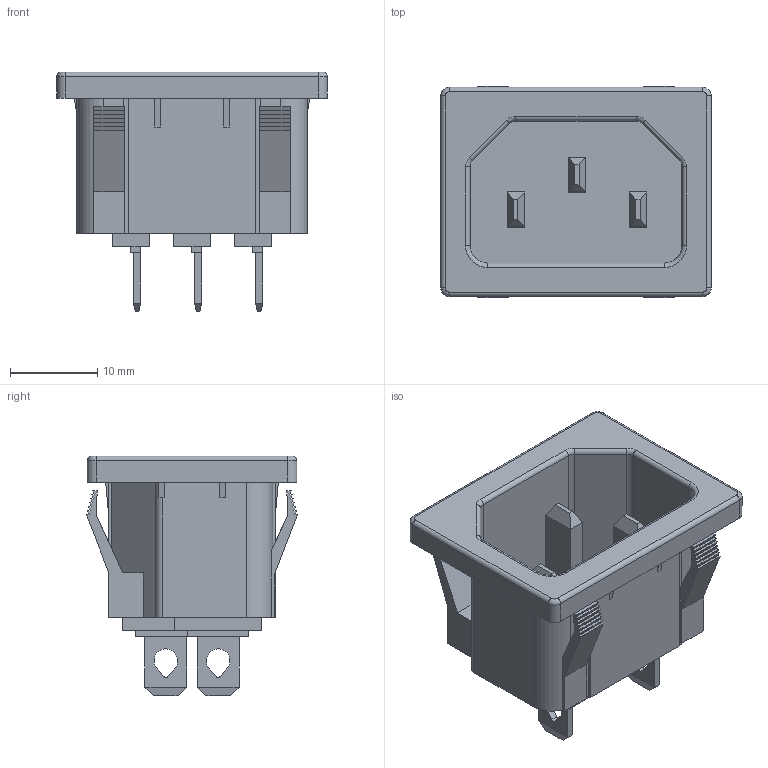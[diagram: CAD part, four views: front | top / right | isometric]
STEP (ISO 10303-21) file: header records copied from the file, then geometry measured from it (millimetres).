
FILE_DESCRIPTION (( 'STEP AP214' ), '1' );
FILE_NAME ('IO-C14PP-48.STEP', '2023-03-17T09:07:51', ( 'xe' ), ( '' ), 'SwSTEP 2.0', 'SolidWorks 2008', '' );
FILE_SCHEMA (( 'AUTOMOTIVE_DESIGN' ));
Length unit declared in the file: millimetre
Products named in the file (1): IO-C14PP-48
Bounding box: 31 x 24.2 x 27.5 mm (x, y, z)
Volume: 3990.4 mm3; surface area: 5533.2 mm2
Topology: 1 solids, 1 shells, 270 faces, 737 edges, 480 vertices
Faces by surface type: plane 227, cylinder 33, torus 10
Entity records: 11392 total; most frequent: CARTESIAN_POINT 1494, ORIENTED_EDGE 1474, DIRECTION 1355, EDGE_CURVE 737, VECTOR 657, LINE 657, VERTEX_POINT 480, AXIS2_PLACEMENT_3D 349
